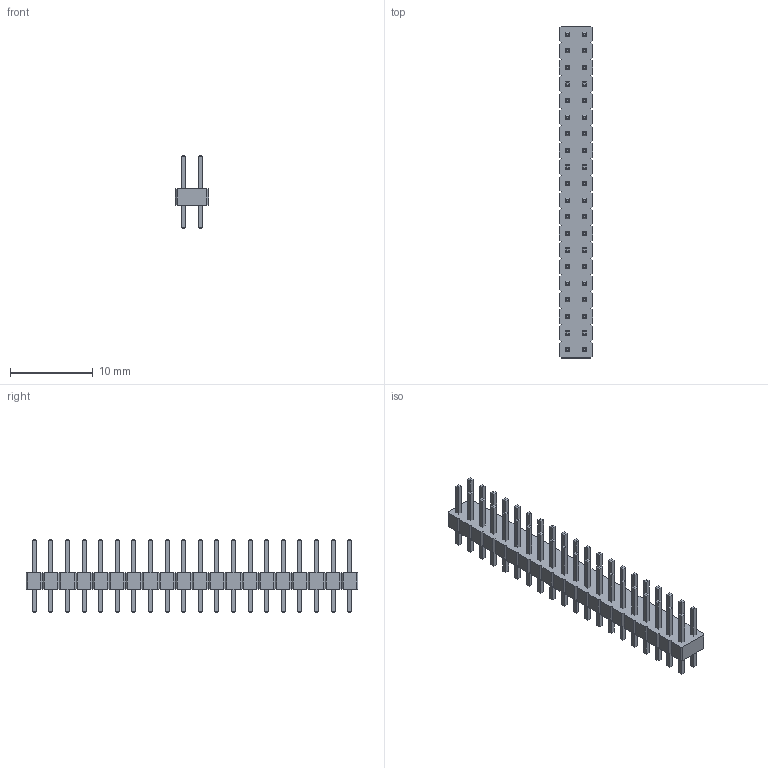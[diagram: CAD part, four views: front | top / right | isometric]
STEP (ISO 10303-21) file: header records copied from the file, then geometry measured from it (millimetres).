
FILE_DESCRIPTION(/* description */ ('model of PinHeader_2x20_P2.00mm_Vertical'),/* implementation_level */ '2;1');
FILE_NAME(/* name */ 'PinHeader_2x20_P2.00mm_Vertical.step',/* time_stamp */ '2018-01-24T13:16:07',/* author */ ('kicad StepUp','ksu'),/* organization */ ('FreeCAD'),/* preprocessor_version */ 'OCC',/* originating_system */ 'kicad StepUp',/* authorisation */ '');
FILE_SCHEMA(('AUTOMOTIVE_DESIGN { 1 0 10303 214 1 1 1 1 }'));
Length unit declared in the file: millimetre
Products named in the file (2): PinHeader_2x20_P200mm_Vertical; Shape0_134411127578
Bounding box: 4 x 40 x 8.8 mm (x, y, z)
Volume: 403.8 mm3; surface area: 1214.7 mm2
Topology: 41 solids, 41 shells, 684 faces, 1486 edges, 884 vertices
Faces by surface type: plane 684
Entity records: 11662 total; most frequent: ORIENTED_EDGE 2290, CARTESIAN_POINT 1887, EDGE_CURVE 1486, LINE 1486, VERTEX_POINT 884, AXIS2_PLACEMENT_3D 685, ADVANCED_FACE 684, FACE_BOUND 684
